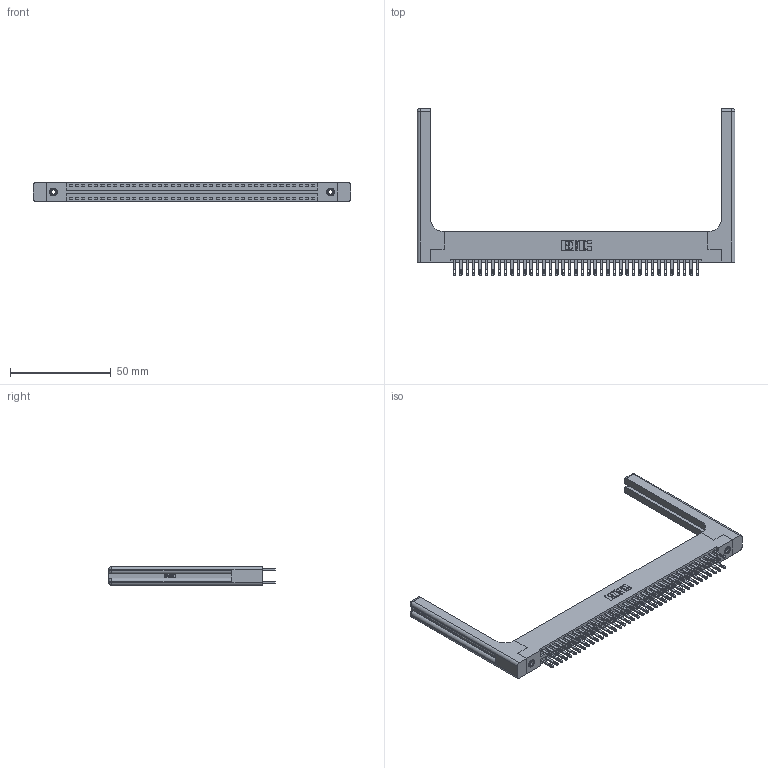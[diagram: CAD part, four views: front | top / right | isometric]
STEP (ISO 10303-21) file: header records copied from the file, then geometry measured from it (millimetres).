
FILE_DESCRIPTION (( 'STEP AP203' ), '1' );
FILE_NAME ('346-078-500-258.STEP', '2022-05-25T13:24:55', ( '' ), ( '' ), 'SwSTEP 2.0', 'SolidWorks 2020', '' );
FILE_SCHEMA (( 'CONFIG_CONTROL_DESIGN' ));
Length unit declared in the file: inch
Products named in the file (5): 346 Part_Flush Mounting Lugs - 0.156 Dia-TH; 346-078-500-258; 345-250-001_345-250-001-102; 346-220-058_345-220-058; 345-292-001_345-293-100
Assembly tree (83 placements, depth 2):
  346-078-500-258
    346 Part_Flush Mounting Lugs - 0.156 Dia-TH
    345-292-001_345-293-100  x78
    345-250-001_345-250-001-102  x2
    346-220-058_345-220-058  x2
Bounding box: 157.89 x 82.8 x 9.4 mm (x, y, z)
Volume: 23087.1 mm3; surface area: 27210 mm2
Topology: 83 solids, 83 shells, 4136 faces, 12497 edges, 8310 vertices
Faces by surface type: plane 2500, cylinder 1576, bspline 36, cone 12, sphere 8, torus 4
Entity records: 31384 total; most frequent: CARTESIAN_POINT 6187, ORIENTED_EDGE 4916, DIRECTION 4438, EDGE_CURVE 2458, VECTOR 2074, LINE 2074, VERTEX_POINT 1630, AXIS2_PLACEMENT_3D 1182
